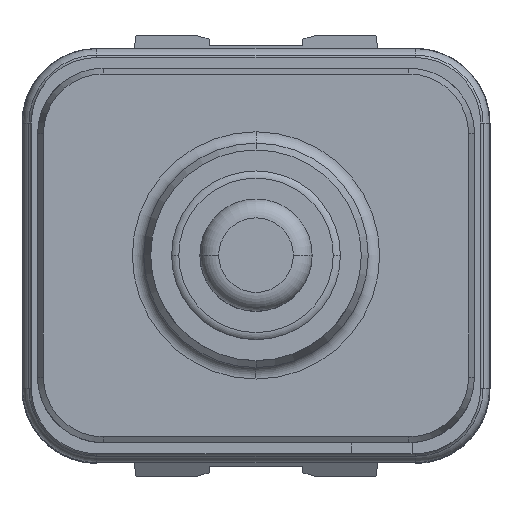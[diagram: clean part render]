
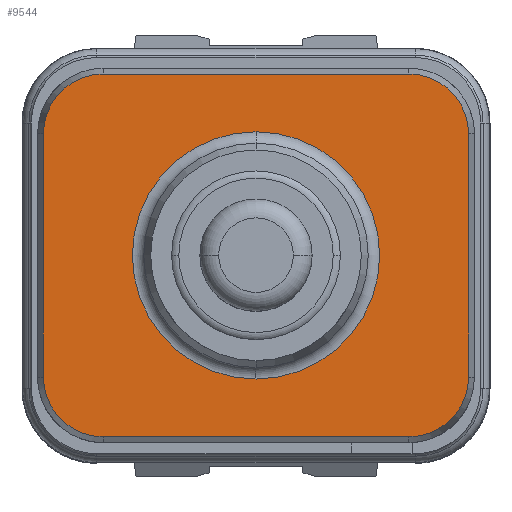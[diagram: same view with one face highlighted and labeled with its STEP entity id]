
A CAD part, top view. The second image highlights one B-rep face of the part: STEP entity #9544.
In plain terms, the highlighted planar face has unit normal (0, 0, 1).
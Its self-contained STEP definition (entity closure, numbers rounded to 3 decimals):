
#2602=CARTESIAN_POINT('',(-4.9,3.9,4.18));
#2603=DIRECTION('',(0.,0.,-1.));
#2604=DIRECTION('',(-1.,0.,0.));
#2605=AXIS2_PLACEMENT_3D('',#2602,#2603,#2604);
#2607=DIRECTION('',(1.,0.,0.));
#2608=VECTOR('',#2607,9.8);
#2609=CARTESIAN_POINT('',(-4.9,5.812,4.18));
#2610=LINE('',#2609,#2608);
#2611=CARTESIAN_POINT('',(4.9,3.9,4.18));
#2612=DIRECTION('',(0.,0.,-1.));
#2613=DIRECTION('',(0.,1.,0.));
#2614=AXIS2_PLACEMENT_3D('',#2611,#2612,#2613);
#2616=DIRECTION('',(0.,-1.,0.));
#2617=VECTOR('',#2616,7.8);
#2618=CARTESIAN_POINT('',(6.812,3.9,4.18));
#2619=LINE('',#2618,#2617);
#2620=CARTESIAN_POINT('',(4.9,-3.9,4.18));
#2621=DIRECTION('',(0.,0.,-1.));
#2622=DIRECTION('',(1.,0.,0.));
#2623=AXIS2_PLACEMENT_3D('',#2620,#2621,#2622);
#2625=DIRECTION('',(-1.,0.,0.));
#2626=VECTOR('',#2625,9.8);
#2627=CARTESIAN_POINT('',(4.9,-5.812,4.18));
#2628=LINE('',#2627,#2626);
#2629=CARTESIAN_POINT('',(-4.9,-3.9,4.18));
#2630=DIRECTION('',(0.,0.,-1.));
#2631=DIRECTION('',(0.,-1.,0.));
#2632=AXIS2_PLACEMENT_3D('',#2629,#2630,#2631);
#2634=DIRECTION('',(0.,1.,0.));
#2635=VECTOR('',#2634,7.8);
#2636=CARTESIAN_POINT('',(-6.812,-3.9,
4.18));
#2637=LINE('',#2636,#2635);
#2638=CARTESIAN_POINT('',(0.,0.,4.18));
#2639=DIRECTION('',(0.,0.,1.));
#2640=DIRECTION('',(0.,-1.,0.));
#2641=AXIS2_PLACEMENT_3D('',#2638,#2639,#2640);
#2643=CARTESIAN_POINT('',(0.,0.,4.18));
#2644=DIRECTION('',(0.,0.,1.));
#2645=DIRECTION('',(0.,1.,0.));
#2646=AXIS2_PLACEMENT_3D('',#2643,#2644,#2645);
#5563=CARTESIAN_POINT('',(-6.812,3.9,4.18));
#5564=CARTESIAN_POINT('',(-4.9,5.812,4.18));
#5565=VERTEX_POINT('',#5563);
#5566=VERTEX_POINT('',#5564);
#5569=CARTESIAN_POINT('',(4.9,5.812,4.18));
#5570=VERTEX_POINT('',#5569);
#5572=CARTESIAN_POINT('',(6.812,3.9,4.18));
#5573=VERTEX_POINT('',#5572);
#5576=CARTESIAN_POINT('',(6.812,-3.9,4.18));
#5577=VERTEX_POINT('',#5576);
#5579=CARTESIAN_POINT('',(4.9,-5.812,4.18));
#5580=VERTEX_POINT('',#5579);
#5583=CARTESIAN_POINT('',(-4.9,-5.812,
4.18));
#5584=VERTEX_POINT('',#5583);
#5586=CARTESIAN_POINT('',(-6.812,-3.9,4.18));
#5587=VERTEX_POINT('',#5586);
#6113=CARTESIAN_POINT('',(0.,-3.963,4.18));
#6114=CARTESIAN_POINT('',(0.,3.963,4.18));
#6115=VERTEX_POINT('',#6113);
#6116=VERTEX_POINT('',#6114);
#9523=CARTESIAN_POINT('',(0.,0.,4.18));
#9524=DIRECTION('',(0.,0.,-1.));
#9525=DIRECTION('',(1.,0.,0.));
#9526=AXIS2_PLACEMENT_3D('',#9523,#9524,#9525);
#9527=PLANE('',#9526);
#9528=ORIENTED_EDGE('',*,*,#9364,.T.);
#9529=ORIENTED_EDGE('',*,*,#9405,.T.);
#9530=ORIENTED_EDGE('',*,*,#9420,.T.);
#9531=ORIENTED_EDGE('',*,*,#9461,.T.);
#9532=ORIENTED_EDGE('',*,*,#9475,.T.);
#9533=ORIENTED_EDGE('',*,*,#9292,.T.);
#9534=ORIENTED_EDGE('',*,*,#9308,.T.);
#9535=ORIENTED_EDGE('',*,*,#9349,.T.);
#9536=EDGE_LOOP('',(#9528,#9529,#9530,#9531,#9532,#9533,#9534,#9535));
#9537=FACE_OUTER_BOUND('',#9536,.F.);
#9539=ORIENTED_EDGE('',*,*,#9538,.T.);
#9541=ORIENTED_EDGE('',*,*,#9540,.T.);
#9542=EDGE_LOOP('',(#9539,#9541));
#9543=FACE_BOUND('',#9542,.F.);
#9544=ADVANCED_FACE('',(#9537,#9543),#9527,.F.);
#2606=CIRCLE('',#2605,1.912);
#2615=CIRCLE('',#2614,1.912);
#2624=CIRCLE('',#2623,1.912);
#2633=CIRCLE('',#2632,1.912);
#2642=CIRCLE('',#2641,3.963);
#2647=CIRCLE('',#2646,3.963);
#9292=EDGE_CURVE('',#5580,#5584,#2628,.T.);
#9308=EDGE_CURVE('',#5584,#5587,#2633,.T.);
#9349=EDGE_CURVE('',#5587,#5565,#2637,.T.);
#9364=EDGE_CURVE('',#5565,#5566,#2606,.T.);
#9405=EDGE_CURVE('',#5566,#5570,#2610,.T.);
#9420=EDGE_CURVE('',#5570,#5573,#2615,.T.);
#9461=EDGE_CURVE('',#5573,#5577,#2619,.T.);
#9475=EDGE_CURVE('',#5577,#5580,#2624,.T.);
#9538=EDGE_CURVE('',#6115,#6116,#2642,.T.);
#9540=EDGE_CURVE('',#6116,#6115,#2647,.T.);
